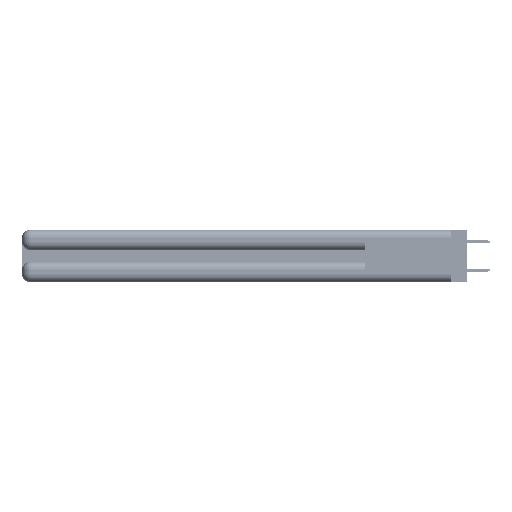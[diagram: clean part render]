
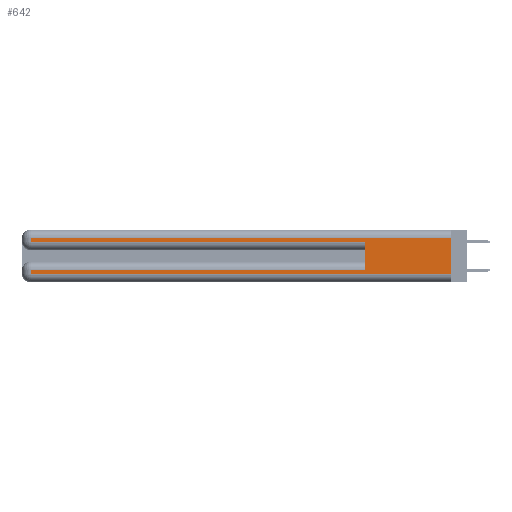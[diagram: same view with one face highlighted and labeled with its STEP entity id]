
A CAD part, left-side view. The second image highlights one B-rep face of the part: STEP entity #642.
In plain terms, the highlighted planar face has unit normal (-1, 0, 0).
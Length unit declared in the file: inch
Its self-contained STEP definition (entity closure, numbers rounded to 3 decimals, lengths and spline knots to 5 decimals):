
#82 = CARTESIAN_POINT ( 'NONE',  ( 0., 0., 0.06 ) ) ;
#642 = ADVANCED_FACE ( 'NONE', ( #23012 ), #14237, .F. ) ;
#1100 = EDGE_CURVE ( 'NONE', #46880, #41633, #48856, .T. ) ;
#1150 = CARTESIAN_POINT ( 'NONE',  ( 0., 2.94, 0.085 ) ) ;
#1366 = ORIENTED_EDGE ( 'NONE', *, *, #1100, .T. ) ;
#3389 = VECTOR ( 'NONE', #21630, 39.37008 ) ;
#5341 = DIRECTION ( 'NONE',  ( 0., -1., 0. ) ) ;
#6179 = EDGE_CURVE ( 'NONE', #41633, #18234, #6345, .T. ) ;
#6345 = LINE ( 'NONE', #20140, #9187 ) ;
#9187 = VECTOR ( 'NONE', #47870, 39.37008 ) ;
#9340 = VECTOR ( 'NONE', #44105, 39.37008 ) ;
#10299 = VERTEX_POINT ( 'NONE', #46561 ) ;
#12726 = VECTOR ( 'NONE', #53981, 39.37008 ) ;
#13761 = CARTESIAN_POINT ( 'NONE',  ( 0., 0., 0.085 ) ) ;
#14237 = PLANE ( 'NONE',  #37467 ) ;
#15970 = EDGE_CURVE ( 'NONE', #46880, #47837, #39798, .T. ) ;
#16151 = ORIENTED_EDGE ( 'NONE', *, *, #15970, .F. ) ;
#16222 = EDGE_CURVE ( 'NONE', #46819, #47837, #19421, .T. ) ;
#16963 = EDGE_CURVE ( 'NONE', #10299, #33118, #46625, .T. ) ;
#17015 = ORIENTED_EDGE ( 'NONE', *, *, #51310, .T. ) ;
#18234 = VERTEX_POINT ( 'NONE', #31474 ) ;
#19421 = LINE ( 'NONE', #82, #26466 ) ;
#20140 = CARTESIAN_POINT ( 'NONE',  ( 0., 2.94, 0.37 ) ) ;
#20687 = CARTESIAN_POINT ( 'NONE',  ( 0., 0., 0.06 ) ) ;
#20805 = CARTESIAN_POINT ( 'NONE',  ( 0., 2.94, 0.06 ) ) ;
#21630 = DIRECTION ( 'NONE',  ( 0., 0., -1. ) ) ;
#22339 = CARTESIAN_POINT ( 'NONE',  ( 0., 2.94, 0.37 ) ) ;
#23012 = FACE_OUTER_BOUND ( 'NONE', #24292, .T. ) ;
#23224 = CARTESIAN_POINT ( 'NONE',  ( 0., 0.6, 0.285 ) ) ;
#24292 = EDGE_LOOP ( 'NONE', ( #16151, #1366, #31522, #44036, #24476, #24525, #17015, #43732 ) ) ;
#24476 = ORIENTED_EDGE ( 'NONE', *, *, #16963, .F. ) ;
#24525 = ORIENTED_EDGE ( 'NONE', *, *, #27027, .T. ) ;
#24817 = VERTEX_POINT ( 'NONE', #1150 ) ;
#25347 = DIRECTION ( 'NONE',  ( 0., 1., 0. ) ) ;
#25653 = EDGE_CURVE ( 'NONE', #18234, #33118, #26780, .T. ) ;
#26466 = VECTOR ( 'NONE', #5341, 39.37008 ) ;
#26780 = LINE ( 'NONE', #44468, #9340 ) ;
#26804 = DIRECTION ( 'NONE',  ( 0., 0., -1. ) ) ;
#27027 = EDGE_CURVE ( 'NONE', #10299, #24817, #57425, .T. ) ;
#27142 = DIRECTION ( 'NONE',  ( 0., 0., -1. ) ) ;
#31474 = CARTESIAN_POINT ( 'NONE',  ( 0., 2.94, 0.285 ) ) ;
#31522 = ORIENTED_EDGE ( 'NONE', *, *, #6179, .T. ) ;
#32195 = CARTESIAN_POINT ( 'NONE',  ( 0., 0., 0.37 ) ) ;
#33118 = VERTEX_POINT ( 'NONE', #23224 ) ;
#34395 = CARTESIAN_POINT ( 'NONE',  ( 0., 0.6, 0.145 ) ) ;
#34900 = CARTESIAN_POINT ( 'NONE',  ( 0., 0., 0.31 ) ) ;
#36507 = DIRECTION ( 'NONE',  ( 1., 0., 0. ) ) ;
#36611 = CARTESIAN_POINT ( 'NONE',  ( 0., 0., 0.31 ) ) ;
#37467 = AXIS2_PLACEMENT_3D ( 'NONE', #32195, #36507, #27142 ) ;
#38153 = LINE ( 'NONE', #22339, #51416 ) ;
#38708 = DIRECTION ( 'NONE',  ( 0., 0., 1. ) ) ;
#39798 = LINE ( 'NONE', #57522, #3389 ) ;
#41633 = VERTEX_POINT ( 'NONE', #46342 ) ;
#43732 = ORIENTED_EDGE ( 'NONE', *, *, #16222, .T. ) ;
#44036 = ORIENTED_EDGE ( 'NONE', *, *, #25653, .T. ) ;
#44105 = DIRECTION ( 'NONE',  ( 0., -1., 0. ) ) ;
#44468 = CARTESIAN_POINT ( 'NONE',  ( 0., 0., 0.285 ) ) ;
#46342 = CARTESIAN_POINT ( 'NONE',  ( 0., 2.94, 0.31 ) ) ;
#46561 = CARTESIAN_POINT ( 'NONE',  ( 0., 0.6, 0.085 ) ) ;
#46625 = LINE ( 'NONE', #34395, #57080 ) ;
#46819 = VERTEX_POINT ( 'NONE', #20805 ) ;
#46880 = VERTEX_POINT ( 'NONE', #36611 ) ;
#47837 = VERTEX_POINT ( 'NONE', #20687 ) ;
#47870 = DIRECTION ( 'NONE',  ( 0., 0., -1. ) ) ;
#48856 = LINE ( 'NONE', #34900, #55808 ) ;
#51310 = EDGE_CURVE ( 'NONE', #24817, #46819, #38153, .T. ) ;
#51416 = VECTOR ( 'NONE', #26804, 39.37008 ) ;
#53981 = DIRECTION ( 'NONE',  ( 0., 1., 0. ) ) ;
#55808 = VECTOR ( 'NONE', #25347, 39.37008 ) ;
#57080 = VECTOR ( 'NONE', #38708, 39.37008 ) ;
#57425 = LINE ( 'NONE', #13761, #12726 ) ;
#57522 = CARTESIAN_POINT ( 'NONE',  ( 0., 0., 0.37 ) ) ;
